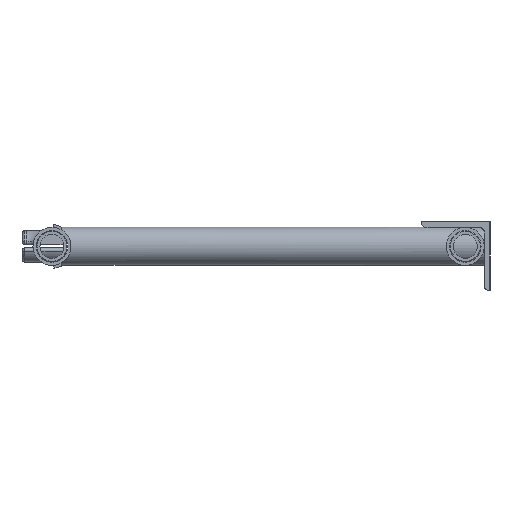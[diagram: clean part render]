
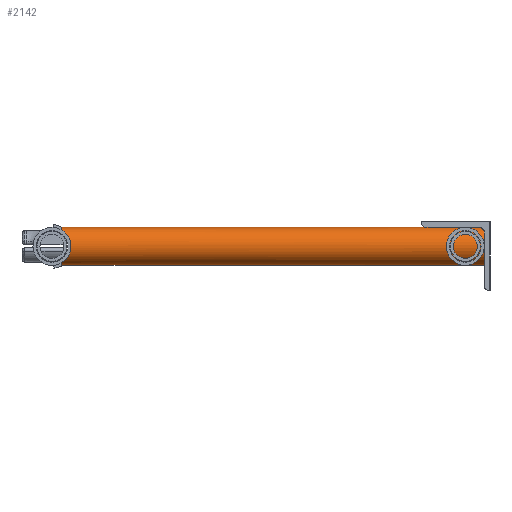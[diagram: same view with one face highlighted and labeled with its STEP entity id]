
A CAD part, left-side view. The second image highlights one B-rep face of the part: STEP entity #2142.
In plain terms, the highlighted cylindrical face has radius 21.082 mm (diameter 42.164 mm), a full revolution.
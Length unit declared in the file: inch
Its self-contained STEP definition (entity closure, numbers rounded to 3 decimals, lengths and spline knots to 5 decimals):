
#83=ELLIPSE('',#2544,1.1738,0.83);
#84=ELLIPSE('',#2546,1.1738,0.83);
#140=FACE_BOUND('',#666,.T.);
#216=B_SPLINE_CURVE_WITH_KNOTS('',3,(#4609,#4610,#4611,#4612,#4613,#4614,
#4615,#4616,#4617,#4618),.UNSPECIFIED.,.F.,.F.,(4,2,2,2,4),(3.85783,
4.30071,4.74358,5.18646,5.62933),
 .UNSPECIFIED.);
#217=B_SPLINE_CURVE_WITH_KNOTS('',3,(#4619,#4620,#4621,#4622,#4623,#4624,
#4625,#4626,#4627,#4628),.UNSPECIFIED.,.F.,.F.,(4,2,2,2,4),(0.,0.44287,
0.88575,1.32862,1.7715),.UNSPECIFIED.);
#311=CIRCLE('',#2545,0.83);
#312=CIRCLE('',#2547,0.83);
#313=CIRCLE('',#2548,0.83);
#391=CYLINDRICAL_SURFACE('',#2543,0.83);
#486=FACE_OUTER_BOUND('',#665,.T.);
#665=EDGE_LOOP('',(#1702,#1703,#1704,#1705));
#666=EDGE_LOOP('',(#1706,#1707,#1708));
#1097=VERTEX_POINT('',#4597);
#1098=VERTEX_POINT('',#4598);
#1099=VERTEX_POINT('',#4600);
#1100=VERTEX_POINT('',#4602);
#1101=VERTEX_POINT('',#4605);
#1102=VERTEX_POINT('',#4606);
#1103=VERTEX_POINT('',#4608);
#1317=EDGE_CURVE('',#1097,#1098,#83,.T.);
#1318=EDGE_CURVE('',#1099,#1098,#311,.T.);
#1319=EDGE_CURVE('',#1099,#1100,#84,.T.);
#1320=EDGE_CURVE('',#1097,#1100,#312,.T.);
#1321=EDGE_CURVE('',#1101,#1102,#313,.T.);
#1322=EDGE_CURVE('',#1102,#1103,#216,.T.);
#1323=EDGE_CURVE('',#1103,#1101,#217,.T.);
#1702=ORIENTED_EDGE('',*,*,#1317,.T.);
#1703=ORIENTED_EDGE('',*,*,#1318,.F.);
#1704=ORIENTED_EDGE('',*,*,#1319,.T.);
#1705=ORIENTED_EDGE('',*,*,#1320,.F.);
#1706=ORIENTED_EDGE('',*,*,#1321,.T.);
#1707=ORIENTED_EDGE('',*,*,#1322,.T.);
#1708=ORIENTED_EDGE('',*,*,#1323,.T.);
#2142=ADVANCED_FACE('',(#486,#140),#391,.T.);
#2543=AXIS2_PLACEMENT_3D('',#4596,#2938,#2939);
#2544=AXIS2_PLACEMENT_3D('',#4599,#2940,#2941);
#2545=AXIS2_PLACEMENT_3D('',#4601,#2942,#2943);
#2546=AXIS2_PLACEMENT_3D('',#4603,#2944,#2945);
#2547=AXIS2_PLACEMENT_3D('',#4604,#2946,#2947);
#2548=AXIS2_PLACEMENT_3D('',#4607,#2948,#2949);
#2938=DIRECTION('center_axis',(-1.,0.,0.));
#2939=DIRECTION('ref_axis',(0.,0.,1.));
#2940=DIRECTION('center_axis',(-0.707,0.,
-0.707));
#2941=DIRECTION('ref_axis',(0.707,0.,-0.707));
#2942=DIRECTION('center_axis',(1.,0.,0.));
#2943=DIRECTION('ref_axis',(0.,0.,-1.));
#2944=DIRECTION('center_axis',(-0.707,0.,
0.707));
#2945=DIRECTION('ref_axis',(0.707,0.,0.707));
#2946=DIRECTION('center_axis',(1.,0.,0.));
#2947=DIRECTION('ref_axis',(0.,0.,-1.));
#2948=DIRECTION('center_axis',(1.,0.,0.));
#2949=DIRECTION('ref_axis',(0.,0.,-1.));
#4596=CARTESIAN_POINT('Origin',(18.46875,0.,0.));
#4597=CARTESIAN_POINT('',(18.46875,-0.70533,0.4375));
#4598=CARTESIAN_POINT('',(18.46875,0.70533,0.4375));
#4599=CARTESIAN_POINT('Origin',(18.90625,0.,0.));
#4600=CARTESIAN_POINT('',(18.46875,0.70533,-0.4375));
#4601=CARTESIAN_POINT('Origin',(18.46875,0.,0.));
#4602=CARTESIAN_POINT('',(18.46875,-0.70533,-0.4375));
#4603=CARTESIAN_POINT('Origin',(18.90625,0.,
0.));
#4604=CARTESIAN_POINT('Origin',(18.46875,0.,0.));
#4605=CARTESIAN_POINT('',(0.,0.58,0.59372));
#4606=CARTESIAN_POINT('',(0.,0.58,-0.59372));
#4607=CARTESIAN_POINT('Origin',(0.,0.,0.));
#4608=CARTESIAN_POINT('',(0.25,0.83,0.));
#4609=CARTESIAN_POINT('Ctrl Pts',(0.,0.58,
-0.59372));
#4610=CARTESIAN_POINT('Ctrl Pts',(0.,0.62157,
-0.5531));
#4611=CARTESIAN_POINT('Ctrl Pts',(0.00994,0.65807,
-0.50896));
#4612=CARTESIAN_POINT('Ctrl Pts',(0.04061,0.72099,
-0.41504));
#4613=CARTESIAN_POINT('Ctrl Pts',(0.06156,0.74735,
-0.3653));
#4614=CARTESIAN_POINT('Ctrl Pts',(0.10964,0.78933,-0.26256));
#4615=CARTESIAN_POINT('Ctrl Pts',(0.13681,0.8049,-0.2096));
#4616=CARTESIAN_POINT('Ctrl Pts',(0.193,0.82524,-0.1038));
#4617=CARTESIAN_POINT('Ctrl Pts',(0.22204,0.83,-0.05095));
#4618=CARTESIAN_POINT('Ctrl Pts',(0.25,0.83,0.));
#4619=CARTESIAN_POINT('Ctrl Pts',(0.25,0.83,0.));
#4620=CARTESIAN_POINT('Ctrl Pts',(0.22204,0.83,0.05095));
#4621=CARTESIAN_POINT('Ctrl Pts',(0.193,0.82524,0.1038));
#4622=CARTESIAN_POINT('Ctrl Pts',(0.13681,0.8049,0.2096));
#4623=CARTESIAN_POINT('Ctrl Pts',(0.10964,0.78933,0.26256));
#4624=CARTESIAN_POINT('Ctrl Pts',(0.06156,0.74735,
0.3653));
#4625=CARTESIAN_POINT('Ctrl Pts',(0.04061,0.72099,
0.41504));
#4626=CARTESIAN_POINT('Ctrl Pts',(0.00994,0.65807,
0.50896));
#4627=CARTESIAN_POINT('Ctrl Pts',(0.,0.62157,
0.5531));
#4628=CARTESIAN_POINT('Ctrl Pts',(0.,0.58,
0.59372));
